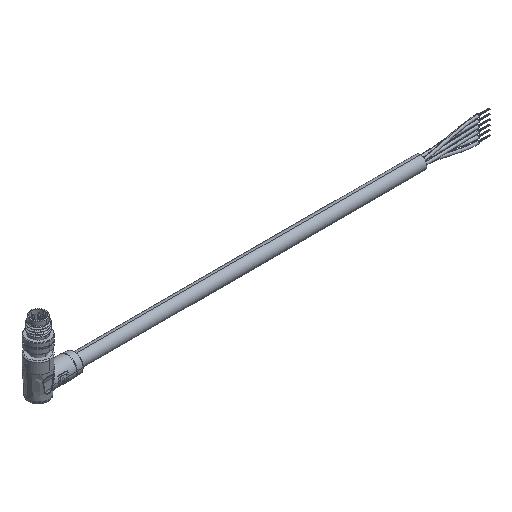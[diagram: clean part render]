
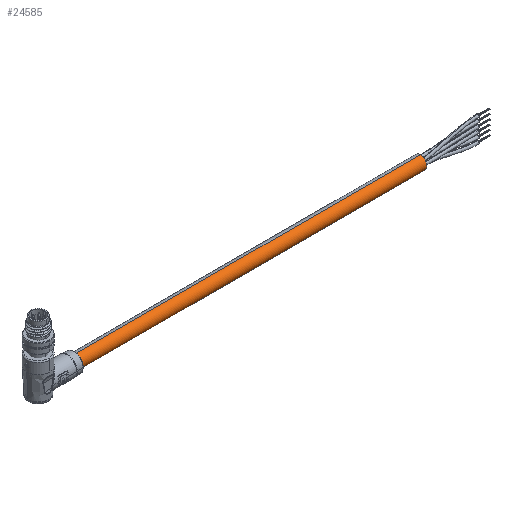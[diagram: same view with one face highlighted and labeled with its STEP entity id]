
A CAD part, isometric view. The second image highlights one B-rep face of the part: STEP entity #24585.
In plain terms, the highlighted cylindrical face has radius 2.8 mm (diameter 5.6 mm), a partial arc.
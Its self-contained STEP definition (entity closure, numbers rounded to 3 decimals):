
#7225 = VERTEX_POINT ( 'NONE', #35416 ) ;
#8640 = ORIENTED_EDGE ( 'NONE', *, *, #27950, .T. ) ;
#9078 = CIRCLE ( 'NONE', #32221, 2.8 ) ;
#9522 = EDGE_LOOP ( 'NONE', ( #10971, #15459, #29821, #8640 ) ) ;
#10971 = ORIENTED_EDGE ( 'NONE', *, *, #32882, .F. ) ;
#11925 = VERTEX_POINT ( 'NONE', #44536 ) ;
#12265 = VERTEX_POINT ( 'NONE', #22952 ) ;
#12782 = VECTOR ( 'NONE', #27799, 1000. ) ;
#15044 = DIRECTION ( 'NONE',  ( 1., 0., 0. ) ) ;
#15459 = ORIENTED_EDGE ( 'NONE', *, *, #47253, .F. ) ;
#15685 = DIRECTION ( 'NONE',  ( 0., 0., -1. ) ) ;
#16614 = CARTESIAN_POINT ( 'NONE',  ( 157.92, 0., 0. ) ) ;
#17737 = DIRECTION ( 'NONE',  ( -1., 0., 0. ) ) ;
#20364 = DIRECTION ( 'NONE',  ( -1., 0., 0. ) ) ;
#22952 = CARTESIAN_POINT ( 'NONE',  ( 150., 0., 2.8 ) ) ;
#23944 = AXIS2_PLACEMENT_3D ( 'NONE', #16614, #20364, #36771 ) ;
#24286 = EDGE_CURVE ( 'NONE', #12265, #42007, #47992, .T. ) ;
#24585 = ADVANCED_FACE ( 'NONE', ( #29000 ), #40822, .T. ) ;
#25476 = CIRCLE ( 'NONE', #38356, 2.8 ) ;
#27262 = CARTESIAN_POINT ( 'NONE',  ( 150., 0., 0. ) ) ;
#27799 = DIRECTION ( 'NONE',  ( -1., 0., 0. ) ) ;
#27950 = EDGE_CURVE ( 'NONE', #42007, #11925, #9078, .T. ) ;
#29000 = FACE_OUTER_BOUND ( 'NONE', #9522, .T. ) ;
#29821 = ORIENTED_EDGE ( 'NONE', *, *, #24286, .T. ) ;
#32221 = AXIS2_PLACEMENT_3D ( 'NONE', #43803, #15044, #51617 ) ;
#32882 = EDGE_CURVE ( 'NONE', #7225, #11925, #38452, .T. ) ;
#34388 = CARTESIAN_POINT ( 'NONE',  ( 0., 0., 2.8 ) ) ;
#35416 = CARTESIAN_POINT ( 'NONE',  ( 150., 0., -2.8 ) ) ;
#35572 = CARTESIAN_POINT ( 'NONE',  ( 157.92, 0., 2.8 ) ) ;
#36771 = DIRECTION ( 'NONE',  ( 0., 0., 1. ) ) ;
#38356 = AXIS2_PLACEMENT_3D ( 'NONE', #27262, #48247, #15685 ) ;
#38452 = LINE ( 'NONE', #50584, #46850 ) ;
#40822 = CYLINDRICAL_SURFACE ( 'NONE', #23944, 2.8 ) ;
#42007 = VERTEX_POINT ( 'NONE', #34388 ) ;
#43803 = CARTESIAN_POINT ( 'NONE',  ( 0., 0., 0. ) ) ;
#44536 = CARTESIAN_POINT ( 'NONE',  ( 0., 0., -2.8 ) ) ;
#46850 = VECTOR ( 'NONE', #17737, 1000. ) ;
#47253 = EDGE_CURVE ( 'NONE', #12265, #7225, #25476, .T. ) ;
#47992 = LINE ( 'NONE', #35572, #12782 ) ;
#48247 = DIRECTION ( 'NONE',  ( 1., 0., 0. ) ) ;
#50584 = CARTESIAN_POINT ( 'NONE',  ( 157.92, 0., -2.8 ) ) ;
#51617 = DIRECTION ( 'NONE',  ( 0., 0., -1. ) ) ;
